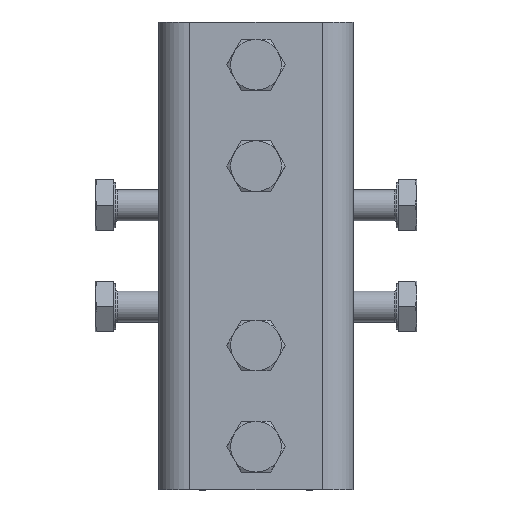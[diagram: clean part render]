
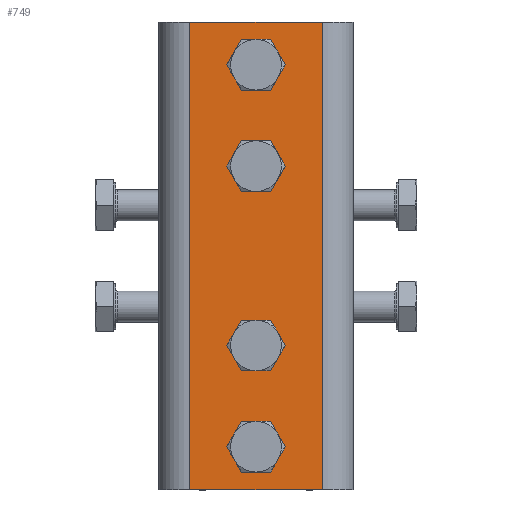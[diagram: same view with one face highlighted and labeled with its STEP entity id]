
A CAD part, top view. The second image highlights one B-rep face of the part: STEP entity #749.
In plain terms, the highlighted face is planar.
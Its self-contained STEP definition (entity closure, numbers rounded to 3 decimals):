
#749=ADVANCED_FACE('',(#1444,#1445,#1446,#1447,#1448),#1449,.F.);
#1444=FACE_OUTER_BOUND('',#2136,.T.);
#1445=FACE_BOUND('',#2137,.T.);
#1446=FACE_BOUND('',#2138,.T.);
#1447=FACE_BOUND('',#2139,.T.);
#1448=FACE_BOUND('',#2140,.T.);
#1449=PLANE('',#2141);
#2136=EDGE_LOOP('',(#3542,#3543,#3544,#3545));
#2137=EDGE_LOOP('',(#3546));
#2138=EDGE_LOOP('',(#3547));
#2139=EDGE_LOOP('',(#3548));
#2140=EDGE_LOOP('',(#3549));
#2141=AXIS2_PLACEMENT_3D('',#3550,#3551,#3552);
#3542=ORIENTED_EDGE('',*,*,#4094,.F.);
#3543=ORIENTED_EDGE('',*,*,#4250,.T.);
#3544=ORIENTED_EDGE('',*,*,#4428,.T.);
#3545=ORIENTED_EDGE('',*,*,#3956,.T.);
#3546=ORIENTED_EDGE('',*,*,#4429,.F.);
#3547=ORIENTED_EDGE('',*,*,#4430,.F.);
#3548=ORIENTED_EDGE('',*,*,#3906,.F.);
#3549=ORIENTED_EDGE('',*,*,#4135,.F.);
#3550=CARTESIAN_POINT('',(-3115.686,8740.918,302.548));
#3551=DIRECTION('',(0.,-1.,0.));
#3552=DIRECTION('',(0.,0.,-1.));
#3906=EDGE_CURVE('',#4511,#4511,#4512,.T.);
#3956=EDGE_CURVE('',#4600,#4598,#4601,.T.);
#4094=EDGE_CURVE('',#4833,#4598,#4834,.T.);
#4135=EDGE_CURVE('',#4892,#4892,#4893,.T.);
#4250=EDGE_CURVE('',#4833,#5066,#5068,.T.);
#4428=EDGE_CURVE('',#5066,#4600,#5293,.T.);
#4429=EDGE_CURVE('',#5294,#5294,#5295,.T.);
#4430=EDGE_CURVE('',#5296,#5296,#5297,.T.);
#4511=VERTEX_POINT('',#5385);
#4512=CIRCLE('',#5386,3.45);
#4598=VERTEX_POINT('',#5537);
#4600=VERTEX_POINT('',#5539);
#4601=LINE('',#5540,#5541);
#4833=VERTEX_POINT('',#5980);
#4834=LINE('',#5981,#5982);
#4892=VERTEX_POINT('',#6107);
#4893=CIRCLE('',#6108,3.45);
#5066=VERTEX_POINT('',#6437);
#5068=LINE('',#6439,#6440);
#5293=LINE('',#6896,#6897);
#5294=VERTEX_POINT('',#6898);
#5295=CIRCLE('',#6899,3.45);
#5296=VERTEX_POINT('',#6900);
#5297=CIRCLE('',#6901,3.45);
#5385=CARTESIAN_POINT('',(-3051.186,8740.918,383.998));
#5386=AXIS2_PLACEMENT_3D('',#7028,#7029,#7030);
#5537=CARTESIAN_POINT('',(-3034.186,8740.918,417.548));
#5539=CARTESIAN_POINT('',(-3068.186,8740.918,417.548));
#5540=CARTESIAN_POINT('',(-3115.686,8740.918,417.548));
#5541=VECTOR('',#7091,1.);
#5980=CARTESIAN_POINT('',(-3034.186,8740.918,297.548));
#5981=CARTESIAN_POINT('',(-3034.186,8740.918,302.548));
#5982=VECTOR('',#7259,1.);
#6107=CARTESIAN_POINT('',(-3051.186,8740.918,337.998));
#6108=AXIS2_PLACEMENT_3D('',#7301,#7302,#7303);
#6437=CARTESIAN_POINT('',(-3068.186,8740.918,297.548));
#6439=CARTESIAN_POINT('',(-3115.686,8740.918,297.548));
#6440=VECTOR('',#7425,1.);
#6896=CARTESIAN_POINT('',(-3068.186,8740.918,302.548));
#6897=VECTOR('',#7566,1.);
#6898=CARTESIAN_POINT('',(-3051.186,8740.918,311.998));
#6899=AXIS2_PLACEMENT_3D('',#7567,#7568,#7569);
#6900=CARTESIAN_POINT('',(-3051.186,8740.918,409.998));
#6901=AXIS2_PLACEMENT_3D('',#7570,#7571,#7572);
#7028=CARTESIAN_POINT('',(-3051.186,8740.918,380.548));
#7029=DIRECTION('',(0.,1.,0.));
#7030=DIRECTION('',(0.,0.,1.));
#7091=DIRECTION('',(1.,0.,0.));
#7259=DIRECTION('',(0.,0.,1.));
#7301=CARTESIAN_POINT('',(-3051.186,8740.918,334.548));
#7302=DIRECTION('',(0.,1.,0.));
#7303=DIRECTION('',(0.,0.,1.));
#7425=DIRECTION('',(-1.,0.,0.));
#7566=DIRECTION('',(0.,0.,1.));
#7567=CARTESIAN_POINT('',(-3051.186,8740.918,308.548));
#7568=DIRECTION('',(0.,1.,0.));
#7569=DIRECTION('',(0.,0.,1.));
#7570=CARTESIAN_POINT('',(-3051.186,8740.918,406.548));
#7571=DIRECTION('',(0.,1.,0.));
#7572=DIRECTION('',(0.,0.,1.));
